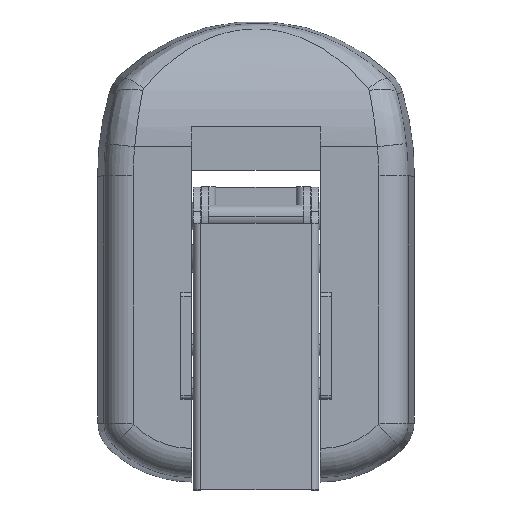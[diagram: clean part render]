
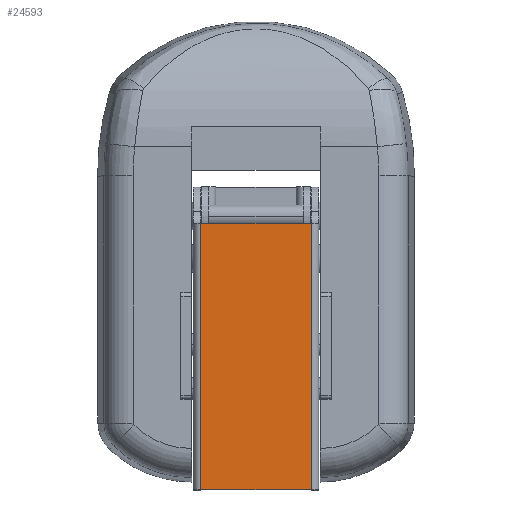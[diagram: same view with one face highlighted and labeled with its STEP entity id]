
A CAD part, top view. The second image highlights one B-rep face of the part: STEP entity #24593.
In plain terms, the highlighted planar face has unit normal (0, 0, 1).
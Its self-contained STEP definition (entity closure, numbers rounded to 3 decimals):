
#610 = ORIENTED_EDGE ( 'NONE', *, *, #7004, .F. ) ;
#758 = LINE ( 'NONE', #25378, #16530 ) ;
#2006 = VECTOR ( 'NONE', #2765, 1000. ) ;
#2077 = DIRECTION ( 'NONE',  ( 0., 0., -1. ) ) ;
#2765 = DIRECTION ( 'NONE',  ( 0., 1., 0. ) ) ;
#4898 = EDGE_CURVE ( 'NONE', #5175, #22163, #10161, .T. ) ;
#5175 = VERTEX_POINT ( 'NONE', #16052 ) ;
#5341 = VECTOR ( 'NONE', #10279, 1000. ) ;
#5990 = CARTESIAN_POINT ( 'NONE',  ( 8.6, -1., 7.7 ) ) ;
#6401 = ORIENTED_EDGE ( 'NONE', *, *, #18318, .T. ) ;
#7004 = EDGE_CURVE ( 'NONE', #9519, #22163, #758, .T. ) ;
#7449 = LINE ( 'NONE', #10927, #2006 ) ;
#7555 = CARTESIAN_POINT ( 'NONE',  ( 7.6, -37.5, 7.7 ) ) ;
#8160 = PLANE ( 'NONE',  #17574 ) ;
#9519 = VERTEX_POINT ( 'NONE', #7555 ) ;
#10161 = LINE ( 'NONE', #22607, #5341 ) ;
#10279 = DIRECTION ( 'NONE',  ( 0., -1., 0. ) ) ;
#10927 = CARTESIAN_POINT ( 'NONE',  ( 7.6, -1., 7.7 ) ) ;
#12694 = ORIENTED_EDGE ( 'NONE', *, *, #4898, .T. ) ;
#13058 = DIRECTION ( 'NONE',  ( -1., 0., 0. ) ) ;
#14282 = DIRECTION ( 'NONE',  ( -1., 0., 0. ) ) ;
#14397 = CARTESIAN_POINT ( 'NONE',  ( 8.6, -1., 7.7 ) ) ;
#16052 = CARTESIAN_POINT ( 'NONE',  ( -7.6, -1., 7.7 ) ) ;
#16482 = DIRECTION ( 'NONE',  ( 0., 1., 0. ) ) ;
#16530 = VECTOR ( 'NONE', #13058, 1000. ) ;
#17294 = VERTEX_POINT ( 'NONE', #22704 ) ;
#17574 = AXIS2_PLACEMENT_3D ( 'NONE', #14397, #2077, #16482 ) ;
#17742 = LINE ( 'NONE', #5990, #22532 ) ;
#18318 = EDGE_CURVE ( 'NONE', #17294, #5175, #17742, .T. ) ;
#18834 = ORIENTED_EDGE ( 'NONE', *, *, #25387, .T. ) ;
#21681 = FACE_OUTER_BOUND ( 'NONE', #22614, .T. ) ;
#22163 = VERTEX_POINT ( 'NONE', #26252 ) ;
#22532 = VECTOR ( 'NONE', #14282, 1000. ) ;
#22607 = CARTESIAN_POINT ( 'NONE',  ( -7.6, -1., 7.7 ) ) ;
#22614 = EDGE_LOOP ( 'NONE', ( #610, #18834, #6401, #12694 ) ) ;
#22704 = CARTESIAN_POINT ( 'NONE',  ( 7.6, -1., 7.7 ) ) ;
#24593 = ADVANCED_FACE ( 'NONE', ( #21681 ), #8160, .F. ) ;
#25378 = CARTESIAN_POINT ( 'NONE',  ( 8.6, -37.5, 7.7 ) ) ;
#25387 = EDGE_CURVE ( 'NONE', #9519, #17294, #7449, .T. ) ;
#26252 = CARTESIAN_POINT ( 'NONE',  ( -7.6, -37.5, 7.7 ) ) ;
